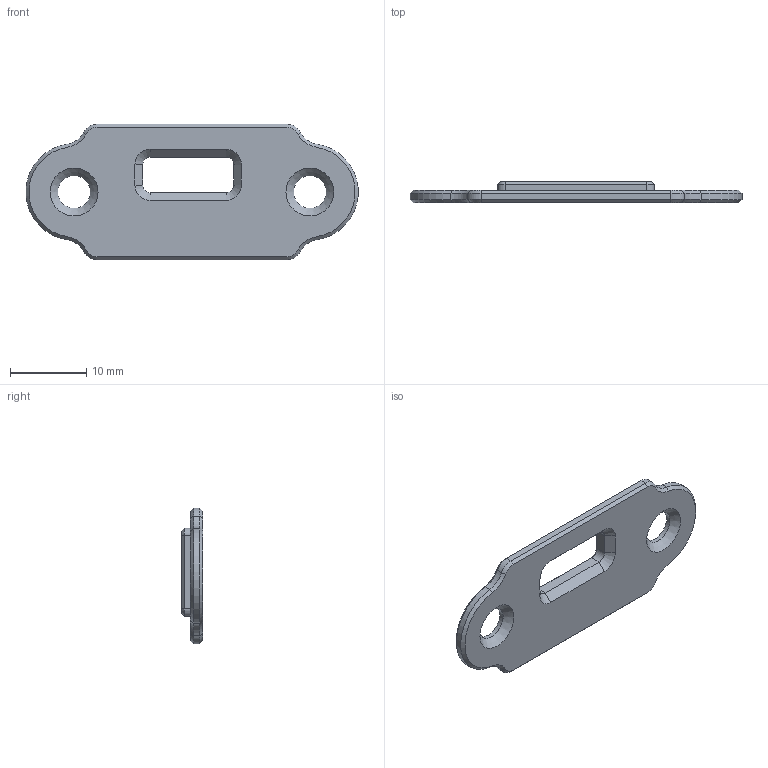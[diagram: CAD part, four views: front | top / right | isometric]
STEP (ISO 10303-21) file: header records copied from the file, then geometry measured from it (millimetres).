
FILE_DESCRIPTION(/* description */ (''),/* implementation_level */ '2;1');
FILE_NAME(/* name */ 'front-cover.step',/* time_stamp */ '2023-09-03T13:49:30-04:00',/* author */ (''),/* organization */ (''),/* preprocessor_version */ 'ST-DEVELOPER v20',/* originating_system */ 'Autodesk Translation Framework v12.9.0.99',/* authorisation */ '');
FILE_SCHEMA (('AUTOMOTIVE_DESIGN { 1 0 10303 214 3 1 1 }'));
Length unit declared in the file: millimetre
Products named in the file (1): front-cover
Bounding box: 43.64 x 2.8 x 17.8 mm (x, y, z)
Volume: 1094.3 mm3; surface area: 1439 mm2
Topology: 1 solids, 1 shells, 83 faces, 190 edges, 110 vertices
Faces by surface type: cone 34, plane 29, cylinder 20
Full cylindrical faces by diameter (mm): 4.3 x2
Entity records: 2343 total; most frequent: DIRECTION 432, CARTESIAN_POINT 384, ORIENTED_EDGE 380, EDGE_CURVE 190, AXIS2_PLACEMENT_3D 158, LINE 116, VECTOR 116, VERTEX_POINT 110
